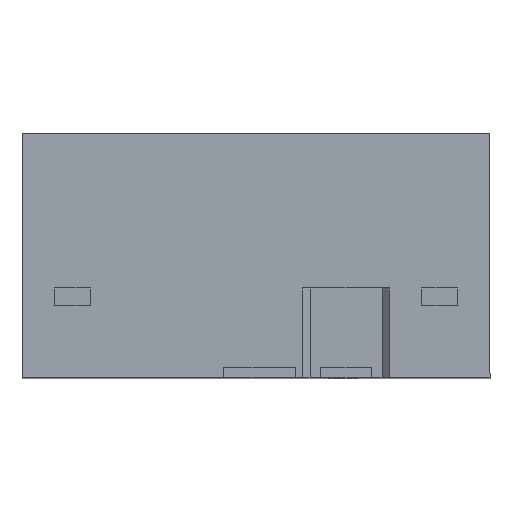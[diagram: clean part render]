
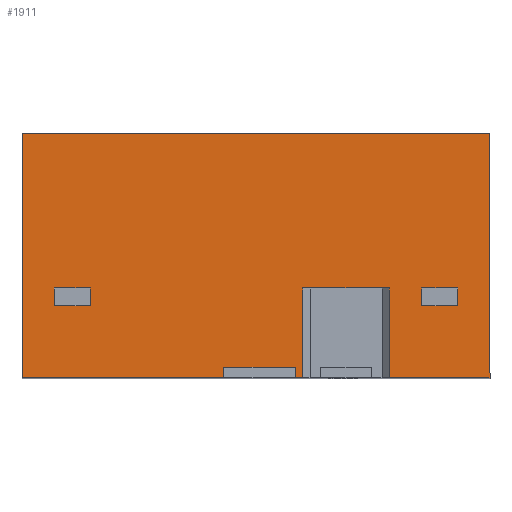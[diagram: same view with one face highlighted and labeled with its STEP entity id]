
A CAD part, top view. The second image highlights one B-rep face of the part: STEP entity #1911.
In plain terms, the highlighted planar face has unit normal (0, 0, 1).
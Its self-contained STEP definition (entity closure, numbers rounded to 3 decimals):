
#16=FACE_BOUND('',#219,.T.);
#17=FACE_BOUND('',#220,.T.);
#108=FACE_OUTER_BOUND('',#218,.T.);
#218=EDGE_LOOP('',(#1437,#1438,#1439,#1440,#1441,#1442,#1443,#1444,#1445,
#1446,#1447,#1448));
#219=EDGE_LOOP('',(#1449,#1450,#1451,#1452));
#220=EDGE_LOOP('',(#1453,#1454,#1455,#1456));
#303=LINE('',#2683,#527);
#311=LINE('',#2699,#535);
#315=LINE('',#2707,#539);
#326=LINE('',#2733,#550);
#329=LINE('',#2739,#553);
#332=LINE('',#2744,#556);
#349=LINE('',#2784,#573);
#356=LINE('',#2797,#580);
#379=LINE('',#2847,#603);
#383=LINE('',#2855,#607);
#386=LINE('',#2861,#610);
#390=LINE('',#2870,#614);
#394=LINE('',#2878,#618);
#397=LINE('',#2884,#621);
#414=LINE('',#2921,#638);
#415=LINE('',#2923,#639);
#416=LINE('',#2925,#640);
#419=LINE('',#2938,#643);
#420=LINE('',#2940,#644);
#421=LINE('',#2941,#645);
#527=VECTOR('',#2194,1000.);
#535=VECTOR('',#2202,1000.);
#539=VECTOR('',#2206,1000.);
#550=VECTOR('',#2223,10.);
#553=VECTOR('',#2228,10.);
#556=VECTOR('',#2233,10.);
#573=VECTOR('',#2274,1000.);
#580=VECTOR('',#2285,1000.);
#603=VECTOR('',#2326,1000.);
#607=VECTOR('',#2332,1000.);
#610=VECTOR('',#2337,1000.);
#614=VECTOR('',#2345,1000.);
#618=VECTOR('',#2351,1000.);
#621=VECTOR('',#2356,1000.);
#638=VECTOR('',#2403,1000.);
#639=VECTOR('',#2406,1000.);
#640=VECTOR('',#2409,1000.);
#643=VECTOR('',#2424,1000.);
#644=VECTOR('',#2425,1000.);
#645=VECTOR('',#2426,1000.);
#767=VERTEX_POINT('',#2680);
#768=VERTEX_POINT('',#2682);
#775=VERTEX_POINT('',#2696);
#776=VERTEX_POINT('',#2698);
#779=VERTEX_POINT('',#2704);
#780=VERTEX_POINT('',#2706);
#792=VERTEX_POINT('',#2732);
#794=VERTEX_POINT('',#2738);
#806=VERTEX_POINT('',#2781);
#810=VERTEX_POINT('',#2795);
#827=VERTEX_POINT('',#2845);
#828=VERTEX_POINT('',#2846);
#831=VERTEX_POINT('',#2854);
#833=VERTEX_POINT('',#2860);
#835=VERTEX_POINT('',#2868);
#836=VERTEX_POINT('',#2869);
#839=VERTEX_POINT('',#2877);
#841=VERTEX_POINT('',#2883);
#850=VERTEX_POINT('',#2937);
#851=VERTEX_POINT('',#2939);
#943=EDGE_CURVE('',#768,#767,#303,.T.);
#951=EDGE_CURVE('',#776,#775,#311,.T.);
#955=EDGE_CURVE('',#780,#779,#315,.T.);
#968=EDGE_CURVE('',#792,#776,#326,.T.);
#971=EDGE_CURVE('',#779,#794,#329,.T.);
#974=EDGE_CURVE('',#794,#792,#332,.T.);
#994=EDGE_CURVE('',#806,#768,#349,.T.);
#1001=EDGE_CURVE('',#810,#775,#356,.T.);
#1024=EDGE_CURVE('',#827,#828,#379,.T.);
#1028=EDGE_CURVE('',#828,#831,#383,.T.);
#1031=EDGE_CURVE('',#831,#833,#386,.T.);
#1035=EDGE_CURVE('',#835,#836,#390,.T.);
#1039=EDGE_CURVE('',#836,#839,#394,.T.);
#1042=EDGE_CURVE('',#839,#841,#397,.T.);
#1059=EDGE_CURVE('',#841,#835,#414,.T.);
#1060=EDGE_CURVE('',#810,#806,#415,.T.);
#1061=EDGE_CURVE('',#833,#827,#416,.T.);
#1067=EDGE_CURVE('',#767,#850,#419,.T.);
#1068=EDGE_CURVE('',#851,#850,#420,.T.);
#1069=EDGE_CURVE('',#780,#851,#421,.T.);
#1437=ORIENTED_EDGE('',*,*,#994,.T.);
#1438=ORIENTED_EDGE('',*,*,#943,.T.);
#1439=ORIENTED_EDGE('',*,*,#1067,.T.);
#1440=ORIENTED_EDGE('',*,*,#1068,.F.);
#1441=ORIENTED_EDGE('',*,*,#1069,.F.);
#1442=ORIENTED_EDGE('',*,*,#955,.T.);
#1443=ORIENTED_EDGE('',*,*,#971,.T.);
#1444=ORIENTED_EDGE('',*,*,#974,.T.);
#1445=ORIENTED_EDGE('',*,*,#968,.T.);
#1446=ORIENTED_EDGE('',*,*,#951,.T.);
#1447=ORIENTED_EDGE('',*,*,#1001,.F.);
#1448=ORIENTED_EDGE('',*,*,#1060,.T.);
#1449=ORIENTED_EDGE('',*,*,#1061,.T.);
#1450=ORIENTED_EDGE('',*,*,#1024,.T.);
#1451=ORIENTED_EDGE('',*,*,#1028,.T.);
#1452=ORIENTED_EDGE('',*,*,#1031,.T.);
#1453=ORIENTED_EDGE('',*,*,#1035,.T.);
#1454=ORIENTED_EDGE('',*,*,#1039,.T.);
#1455=ORIENTED_EDGE('',*,*,#1042,.T.);
#1456=ORIENTED_EDGE('',*,*,#1059,.T.);
#1700=PLANE('',#2061);
#1911=ADVANCED_FACE('',(#108,#16,#17),#1700,.T.);
#2061=AXIS2_PLACEMENT_3D('',#2936,#2422,#2423);
#2194=DIRECTION('',(1.,0.,0.));
#2202=DIRECTION('',(1.,0.,0.));
#2206=DIRECTION('',(1.,0.,0.));
#2223=DIRECTION('',(0.,-1.,0.));
#2228=DIRECTION('',(0.,1.,0.));
#2233=DIRECTION('',(1.,0.,0.));
#2274=DIRECTION('',(0.,-1.,0.));
#2285=DIRECTION('',(0.,-1.,0.));
#2326=DIRECTION('',(0.,-1.,0.));
#2332=DIRECTION('',(-1.,0.,0.));
#2337=DIRECTION('',(0.,1.,0.));
#2345=DIRECTION('',(0.,-1.,0.));
#2351=DIRECTION('',(-1.,0.,0.));
#2356=DIRECTION('',(0.,1.,0.));
#2403=DIRECTION('',(1.,0.,0.));
#2406=DIRECTION('',(1.,0.,0.));
#2409=DIRECTION('',(1.,0.,0.));
#2422=DIRECTION('center_axis',(0.,0.,1.));
#2423=DIRECTION('ref_axis',(0.,-1.,0.));
#2424=DIRECTION('',(0.,1.,0.));
#2425=DIRECTION('',(1.,0.,0.));
#2426=DIRECTION('',(0.,1.,0.));
#2680=CARTESIAN_POINT('',(6.659,-3.324,6.342));
#2682=CARTESIAN_POINT('',(3.859,-3.324,6.342));
#2683=CARTESIAN_POINT('',(0.159,-3.324,6.342));
#2696=CARTESIAN_POINT('',(1.459,-3.324,6.342));
#2698=CARTESIAN_POINT('',(1.259,-3.324,6.342));
#2699=CARTESIAN_POINT('',(-3.541,-3.324,6.342));
#2704=CARTESIAN_POINT('',(-0.741,-3.324,6.342));
#2706=CARTESIAN_POINT('',(-6.341,-3.324,6.342));
#2707=CARTESIAN_POINT('',(-3.541,-3.324,6.342));
#2732=CARTESIAN_POINT('',(1.259,-3.024,6.342));
#2733=CARTESIAN_POINT('',(1.259,-3.174,6.342));
#2738=CARTESIAN_POINT('',(-0.741,-3.024,6.342));
#2739=CARTESIAN_POINT('',(-0.741,-3.174,6.342));
#2744=CARTESIAN_POINT('',(-2.141,-3.024,6.342));
#2781=CARTESIAN_POINT('',(3.859,-0.824,6.342));
#2784=CARTESIAN_POINT('',(3.859,0.476,6.342));
#2795=CARTESIAN_POINT('',(1.459,-0.824,6.342));
#2797=CARTESIAN_POINT('',(1.459,0.476,6.342));
#2845=CARTESIAN_POINT('',(5.759,-0.824,6.342));
#2846=CARTESIAN_POINT('',(5.759,-1.324,6.342));
#2847=CARTESIAN_POINT('',(5.759,-0.824,6.342));
#2854=CARTESIAN_POINT('',(4.759,-1.324,6.342));
#2855=CARTESIAN_POINT('',(5.759,-1.324,6.342));
#2860=CARTESIAN_POINT('',(4.759,-0.824,6.342));
#2861=CARTESIAN_POINT('',(4.759,-1.324,6.342));
#2868=CARTESIAN_POINT('',(-4.441,-0.824,6.342));
#2869=CARTESIAN_POINT('',(-4.441,-1.324,6.342));
#2870=CARTESIAN_POINT('',(-4.441,-0.824,6.342));
#2877=CARTESIAN_POINT('',(-5.441,-1.324,6.342));
#2878=CARTESIAN_POINT('',(-4.441,-1.324,6.342));
#2883=CARTESIAN_POINT('',(-5.441,-0.824,6.342));
#2884=CARTESIAN_POINT('',(-5.441,-1.324,6.342));
#2921=CARTESIAN_POINT('',(-6.341,-0.824,6.342));
#2923=CARTESIAN_POINT('',(-6.341,-0.824,6.342));
#2925=CARTESIAN_POINT('',(-6.341,-0.824,6.342));
#2936=CARTESIAN_POINT('Origin',(-6.341,-0.824,6.342));
#2937=CARTESIAN_POINT('',(6.659,3.476,6.342));
#2938=CARTESIAN_POINT('',(6.659,-0.824,6.342));
#2939=CARTESIAN_POINT('',(-6.341,3.476,6.342));
#2940=CARTESIAN_POINT('',(-6.341,3.476,6.342));
#2941=CARTESIAN_POINT('',(-6.341,-0.824,6.342));
